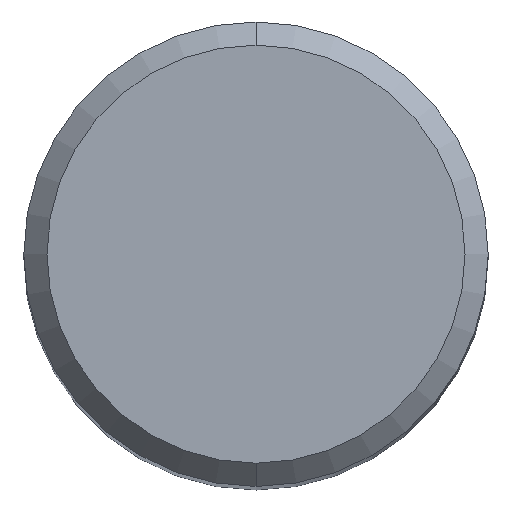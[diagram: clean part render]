
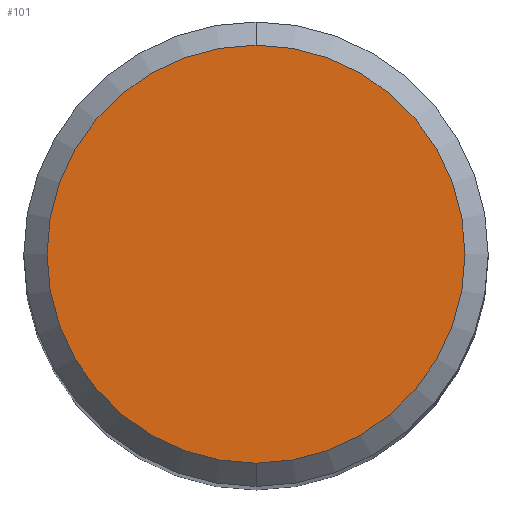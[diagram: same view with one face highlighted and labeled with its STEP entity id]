
A CAD part, top view. The second image highlights one B-rep face of the part: STEP entity #101.
In plain terms, the highlighted planar face has unit normal (0, 0, 1).
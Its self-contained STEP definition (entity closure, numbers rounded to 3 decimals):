
#101=ADVANCED_FACE('',(#252),#253,.T.);
#145=EDGE_CURVE('',#193,#187,#304,.T.);
#163=EDGE_CURVE('',#187,#193,#322,.T.);
#187=VERTEX_POINT('',#350);
#193=VERTEX_POINT('',#356);
#252=FACE_OUTER_BOUND('',#414,.T.);
#253=PLANE('',#415);
#304=CIRCLE('',#483,3.6);
#322=CIRCLE('',#510,3.6);
#350=CARTESIAN_POINT('',(0.0,3.6,0.0));
#356=CARTESIAN_POINT('',(0.,-3.6,0.0));
#414=EDGE_LOOP('',(#603,#604));
#415=AXIS2_PLACEMENT_3D('',#605,#606,#607);
#483=AXIS2_PLACEMENT_3D('',#680,#681,#682);
#510=AXIS2_PLACEMENT_3D('',#697,#698,#699);
#603=ORIENTED_EDGE('',*,*,#163,.F.);
#604=ORIENTED_EDGE('',*,*,#145,.F.);
#605=CARTESIAN_POINT('',(0.0,1.8,0.0));
#606=DIRECTION('',(-0.0,0.0,1.0));
#607=DIRECTION('',(0.0,-1.0,0.0));
#680=CARTESIAN_POINT('',(0.0,0.0,0.0));
#681=DIRECTION('',(0.0,0.0,-1.0));
#682=DIRECTION('',(0.0,1.0,0.0));
#697=CARTESIAN_POINT('',(0.0,0.0,0.0));
#698=DIRECTION('',(0.0,0.0,-1.0));
#699=DIRECTION('',(0.0,1.0,0.0));
